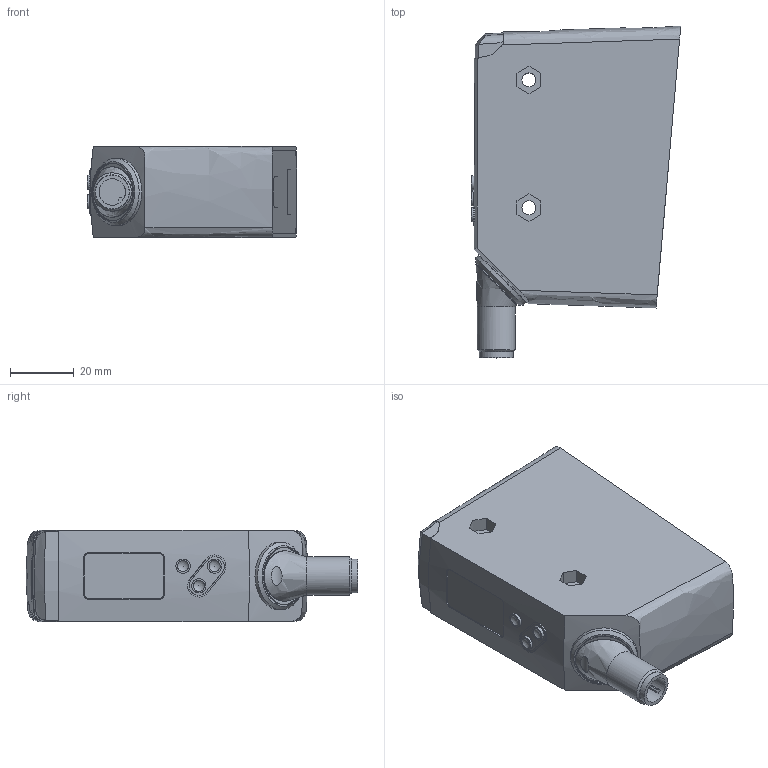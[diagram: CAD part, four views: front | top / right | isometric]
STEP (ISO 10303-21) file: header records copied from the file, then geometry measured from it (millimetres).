
FILE_DESCRIPTION( ( 'STEP AP203' ), '1' );
FILE_NAME( 'OPD100.stp', '2020-01-14T10:21:45', ( '' ), ( '' ), ' ', 'PARTsolutions', ' ' );
FILE_SCHEMA( ( 'CONFIG_CONTROL_DESIGN' ) );
Length unit declared in the file: millimetre
Products named in the file (3): OPD100; _OPD100_P1; _OPD100_P2
Assembly tree (2 placements, depth 2):
  OPD100
    _OPD100_P1
    _OPD100_P2
Bounding box: 65.56 x 103.92 x 28.5 mm (x, y, z)
Volume: 144244.2 mm3; surface area: 20804.2 mm2
Topology: 2 solids, 2 shells, 150 faces, 382 edges, 256 vertices
Faces by surface type: plane 86, cylinder 49, cone 7, bspline 5, sphere 3
Full cylindrical faces by diameter (mm): 4.35 x2, 4.45 x3, 8.3 x1, 10.6 x1, 12 x1, 18 x1, 19.6 x1, 21 x1
Entity records: 5410 total; most frequent: CARTESIAN_POINT 1790, ORIENTED_EDGE 710, DIRECTION 700, EDGE_CURVE 355, VERTEX_POINT 249, AXIS2_PLACEMENT_3D 245, LINE 210, VECTOR 210
